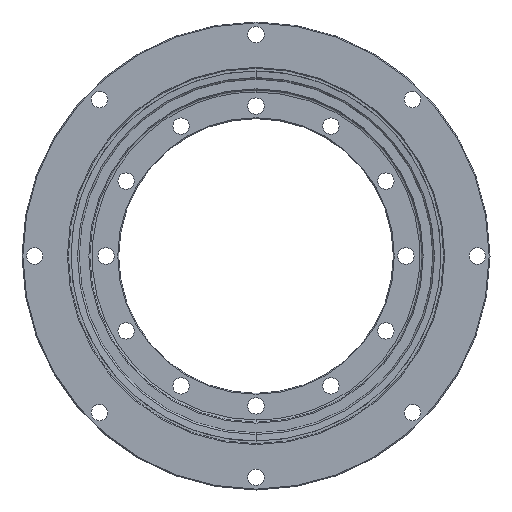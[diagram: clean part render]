
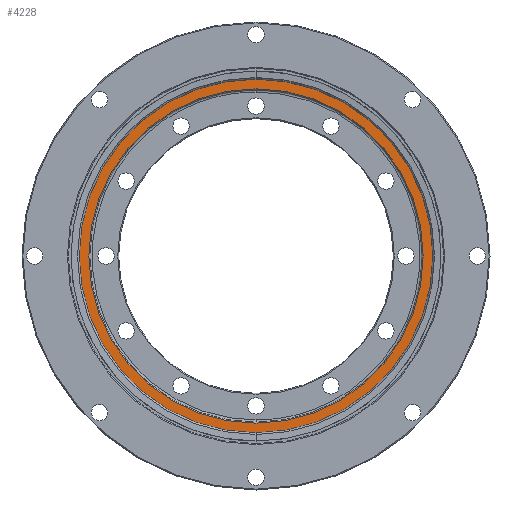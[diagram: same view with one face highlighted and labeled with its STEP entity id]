
A CAD part, front view. The second image highlights one B-rep face of the part: STEP entity #4228.
In plain terms, the highlighted planar face has unit normal (0, -1, 0).
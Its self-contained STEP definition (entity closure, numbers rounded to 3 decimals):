
#37 = FACE_OUTER_BOUND ( 'NONE', #9878, .T. ) ;
#336 = DIRECTION ( 'NONE',  ( 0., 0., -1. ) ) ;
#1021 = VERTEX_POINT ( 'NONE', #2853 ) ;
#1081 = CARTESIAN_POINT ( 'NONE',  ( 0., -16.5, 185. ) ) ;
#1243 = DIRECTION ( 'NONE',  ( 0., 1., 0. ) ) ;
#1249 = ORIENTED_EDGE ( 'NONE', *, *, #5468, .T. ) ;
#1723 = DIRECTION ( 'NONE',  ( 0., 1., 0. ) ) ;
#2189 = ORIENTED_EDGE ( 'NONE', *, *, #2791, .T. ) ;
#2582 = AXIS2_PLACEMENT_3D ( 'NONE', #10239, #2650, #9502 ) ;
#2650 = DIRECTION ( 'NONE',  ( 0., 1., 0. ) ) ;
#2651 = VERTEX_POINT ( 'NONE', #11013 ) ;
#2713 = PLANE ( 'NONE',  #5952 ) ;
#2791 = EDGE_CURVE ( 'NONE', #2651, #7117, #8574, .T. ) ;
#2853 = CARTESIAN_POINT ( 'NONE',  ( 0., -16.5, -205.25 ) ) ;
#2990 = DIRECTION ( 'NONE',  ( 0., 0., 1. ) ) ;
#3452 = DIRECTION ( 'NONE',  ( 0., 0., 1. ) ) ;
#3890 = DIRECTION ( 'NONE',  ( 0., 1., 0. ) ) ;
#3945 = CARTESIAN_POINT ( 'NONE',  ( 0., -16.5, 0. ) ) ;
#4228 = ADVANCED_FACE ( 'NONE', ( #37, #6197 ), #2713, .F. ) ;
#5281 = EDGE_CURVE ( 'NONE', #1021, #7444, #5811, .T. ) ;
#5468 = EDGE_CURVE ( 'NONE', #7117, #2651, #7241, .T. ) ;
#5811 = CIRCLE ( 'NONE', #8680, 205.25 ) ;
#5952 = AXIS2_PLACEMENT_3D ( 'NONE', #6136, #1723, #3452 ) ;
#6136 = CARTESIAN_POINT ( 'NONE',  ( -205.25, -16.5, 0. ) ) ;
#6197 = FACE_BOUND ( 'NONE', #7847, .T. ) ;
#6208 = CIRCLE ( 'NONE', #8177, 205.25 ) ;
#6240 = AXIS2_PLACEMENT_3D ( 'NONE', #9704, #7075, #336 ) ;
#6290 = DIRECTION ( 'NONE',  ( 0., 0., 1. ) ) ;
#7075 = DIRECTION ( 'NONE',  ( 0., 1., 0. ) ) ;
#7117 = VERTEX_POINT ( 'NONE', #1081 ) ;
#7241 = CIRCLE ( 'NONE', #2582, 185. ) ;
#7431 = ORIENTED_EDGE ( 'NONE', *, *, #9598, .F. ) ;
#7444 = VERTEX_POINT ( 'NONE', #7576 ) ;
#7576 = CARTESIAN_POINT ( 'NONE',  ( 0., -16.5, 205.25 ) ) ;
#7847 = EDGE_LOOP ( 'NONE', ( #2189, #1249 ) ) ;
#8177 = AXIS2_PLACEMENT_3D ( 'NONE', #10608, #1243, #6290 ) ;
#8200 = ORIENTED_EDGE ( 'NONE', *, *, #5281, .F. ) ;
#8574 = CIRCLE ( 'NONE', #6240, 185. ) ;
#8680 = AXIS2_PLACEMENT_3D ( 'NONE', #3945, #3890, #2990 ) ;
#9502 = DIRECTION ( 'NONE',  ( 0., 0., -1. ) ) ;
#9598 = EDGE_CURVE ( 'NONE', #7444, #1021, #6208, .T. ) ;
#9704 = CARTESIAN_POINT ( 'NONE',  ( 0., -16.5, 0. ) ) ;
#9878 = EDGE_LOOP ( 'NONE', ( #7431, #8200 ) ) ;
#10239 = CARTESIAN_POINT ( 'NONE',  ( 0., -16.5, 0. ) ) ;
#10608 = CARTESIAN_POINT ( 'NONE',  ( 0., -16.5, 0. ) ) ;
#11013 = CARTESIAN_POINT ( 'NONE',  ( 0., -16.5, -185. ) ) ;
